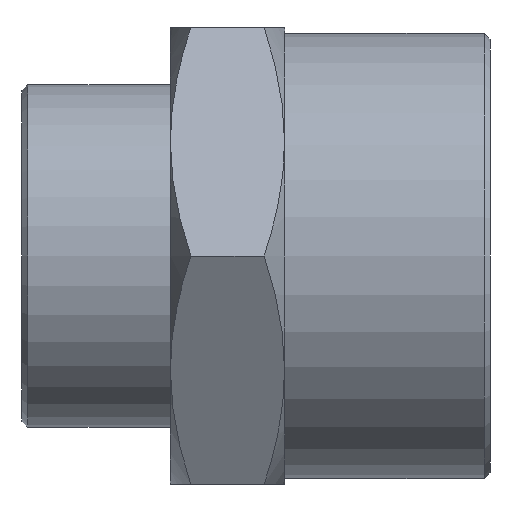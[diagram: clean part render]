
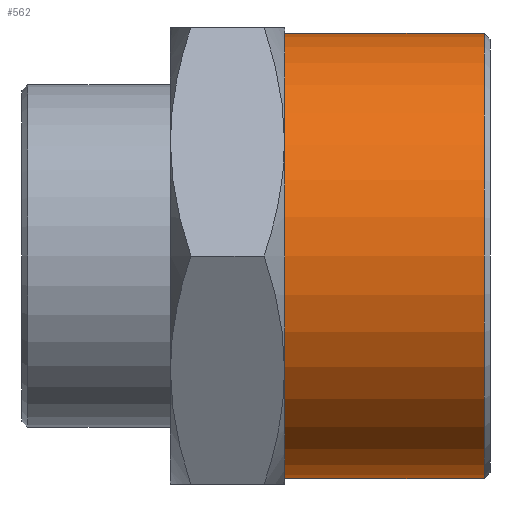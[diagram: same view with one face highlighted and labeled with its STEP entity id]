
A CAD part, left-side view. The second image highlights one B-rep face of the part: STEP entity #562.
In plain terms, the highlighted cylindrical face has radius 19.5 mm (diameter 39 mm), a full revolution.
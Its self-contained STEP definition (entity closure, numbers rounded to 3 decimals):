
#27 = ORIENTED_EDGE ( 'NONE', *, *, #283, .F. ) ;
#28 = ORIENTED_EDGE ( 'NONE', *, *, #290, .T. ) ;
#82 = EDGE_LOOP ( 'NONE', ( #27 ) ) ;
#86 = EDGE_LOOP ( 'NONE', ( #28 ) ) ;
#110 = FACE_OUTER_BOUND ( 'NONE', #86, .T. ) ;
#240 = CIRCLE ( 'NONE', #599, 19.5 ) ;
#246 = CIRCLE ( 'NONE', #606, 19.5 ) ;
#257 = FACE_OUTER_BOUND ( 'NONE', #82, .T. ) ;
#283 = EDGE_CURVE ( 'NONE', #876, #876, #240, .T. ) ;
#290 = EDGE_CURVE ( 'NONE', #884, #884, #246, .T. ) ;
#357 = CARTESIAN_POINT ( 'NONE',  ( 0., 18., 0. ) ) ;
#358 = DIRECTION ( 'NONE',  ( 0., 1., 0. ) ) ;
#359 = DIRECTION ( 'NONE',  ( 0., 0., -1. ) ) ;
#382 = CARTESIAN_POINT ( 'NONE',  ( 0., 0.5, 0. ) ) ;
#383 = DIRECTION ( 'NONE',  ( 0., 1., 0. ) ) ;
#384 = DIRECTION ( 'NONE',  ( 0., 0., 1. ) ) ;
#562 = ADVANCED_FACE ( 'NONE', ( #110, #257 ), #839, .T. ) ;
#599 = AXIS2_PLACEMENT_3D ( 'NONE', #357, #358, #359 ) ;
#606 = AXIS2_PLACEMENT_3D ( 'NONE', #382, #383, #384 ) ;
#629 = AXIS2_PLACEMENT_3D ( 'NONE', #701, #702, #700 ) ;
#700 = DIRECTION ( 'NONE',  ( 0., 0., -1. ) ) ;
#701 = CARTESIAN_POINT ( 'NONE',  ( 0., 18., 0. ) ) ;
#702 = DIRECTION ( 'NONE',  ( 0., -1., 0. ) ) ;
#794 = CARTESIAN_POINT ( 'NONE',  ( 0., 18., -19.5 ) ) ;
#802 = CARTESIAN_POINT ( 'NONE',  ( 0., 0.5, 19.5 ) ) ;
#839 = CYLINDRICAL_SURFACE ( 'NONE', #629, 19.5 ) ;
#876 = VERTEX_POINT ( 'NONE', #794 ) ;
#884 = VERTEX_POINT ( 'NONE', #802 ) ;
